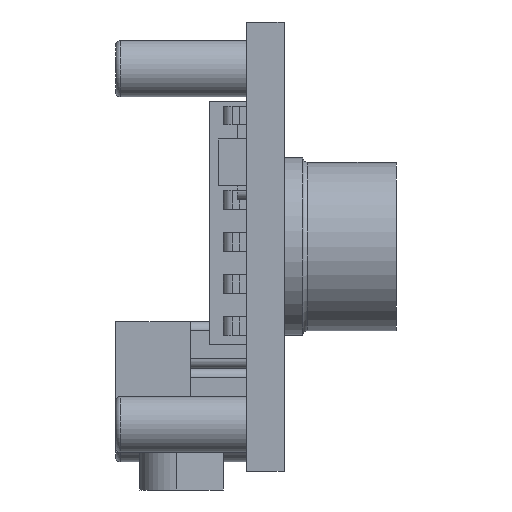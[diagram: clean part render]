
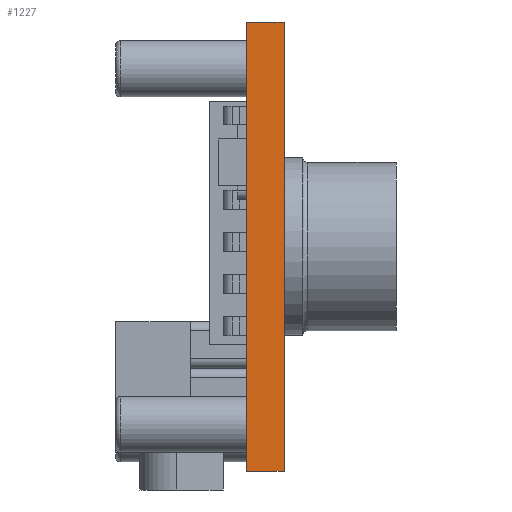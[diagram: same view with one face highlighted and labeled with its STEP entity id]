
A CAD part, left-side view. The second image highlights one B-rep face of the part: STEP entity #1227.
In plain terms, the highlighted planar face has unit normal (-1, 0, 0).
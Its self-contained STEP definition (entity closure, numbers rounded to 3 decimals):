
#107 = EDGE_CURVE ( 'NONE', #10121, #3642, #10947, .T. ) ;
#600 = LINE ( 'NONE', #12006, #8730 ) ;
#966 = ORIENTED_EDGE ( 'NONE', *, *, #11232, .F. ) ;
#1227 = ADVANCED_FACE ( 'NONE', ( #2487 ), #12534, .F. ) ;
#1543 = VERTEX_POINT ( 'NONE', #4617 ) ;
#1635 = ORIENTED_EDGE ( 'NONE', *, *, #6474, .T. ) ;
#1692 = ORIENTED_EDGE ( 'NONE', *, *, #107, .F. ) ;
#2314 = LINE ( 'NONE', #5944, #3235 ) ;
#2487 = FACE_OUTER_BOUND ( 'NONE', #5232, .T. ) ;
#3235 = VECTOR ( 'NONE', #4636, 1000. ) ;
#3642 = VERTEX_POINT ( 'NONE', #9248 ) ;
#4019 = VECTOR ( 'NONE', #7089, 1000. ) ;
#4617 = CARTESIAN_POINT ( 'NONE',  ( -16., 0., -12. ) ) ;
#4636 = DIRECTION ( 'NONE',  ( 0., 0., 1. ) ) ;
#5232 = EDGE_LOOP ( 'NONE', ( #1635, #1692, #966, #7949 ) ) ;
#5857 = AXIS2_PLACEMENT_3D ( 'NONE', #11242, #9972, #8694 ) ;
#5944 = CARTESIAN_POINT ( 'NONE',  ( -16., 2., 12. ) ) ;
#6051 = CARTESIAN_POINT ( 'NONE',  ( -16., 2., 12. ) ) ;
#6474 = EDGE_CURVE ( 'NONE', #1543, #3642, #9655, .T. ) ;
#7089 = DIRECTION ( 'NONE',  ( 0., 0., 1. ) ) ;
#7827 = EDGE_CURVE ( 'NONE', #11091, #1543, #600, .T. ) ;
#7949 = ORIENTED_EDGE ( 'NONE', *, *, #7827, .T. ) ;
#8373 = CARTESIAN_POINT ( 'NONE',  ( -16., 0., 12. ) ) ;
#8396 = DIRECTION ( 'NONE',  ( 0., -1., 0. ) ) ;
#8694 = DIRECTION ( 'NONE',  ( 0., 0., -1. ) ) ;
#8730 = VECTOR ( 'NONE', #10728, 1000. ) ;
#9248 = CARTESIAN_POINT ( 'NONE',  ( -16., 0., 12. ) ) ;
#9655 = LINE ( 'NONE', #8373, #4019 ) ;
#9673 = CARTESIAN_POINT ( 'NONE',  ( -16., 2., 12. ) ) ;
#9972 = DIRECTION ( 'NONE',  ( 1., 0., 0. ) ) ;
#10121 = VERTEX_POINT ( 'NONE', #6051 ) ;
#10728 = DIRECTION ( 'NONE',  ( 0., -1., 0. ) ) ;
#10947 = LINE ( 'NONE', #9673, #12068 ) ;
#11091 = VERTEX_POINT ( 'NONE', #11331 ) ;
#11232 = EDGE_CURVE ( 'NONE', #11091, #10121, #2314, .T. ) ;
#11242 = CARTESIAN_POINT ( 'NONE',  ( -16., 2., 12. ) ) ;
#11331 = CARTESIAN_POINT ( 'NONE',  ( -16., 2., -12. ) ) ;
#12006 = CARTESIAN_POINT ( 'NONE',  ( -16., 2., -12. ) ) ;
#12068 = VECTOR ( 'NONE', #8396, 1000. ) ;
#12534 = PLANE ( 'NONE',  #5857 ) ;
